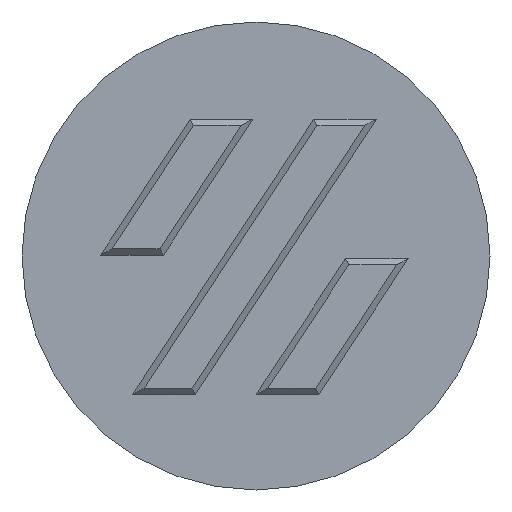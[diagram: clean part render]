
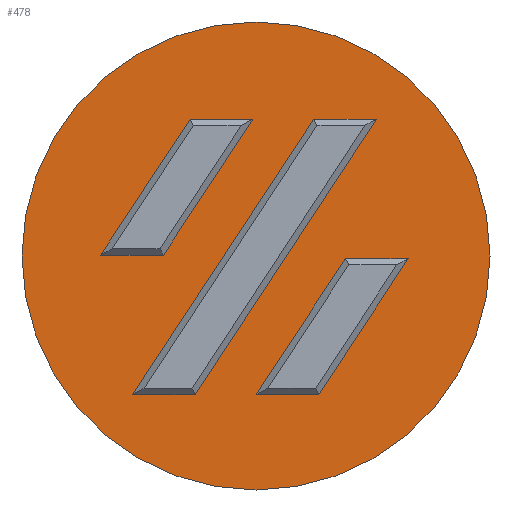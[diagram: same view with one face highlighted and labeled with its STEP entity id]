
A CAD part, front view. The second image highlights one B-rep face of the part: STEP entity #478.
In plain terms, the highlighted planar face has unit normal (0, -1, 0).
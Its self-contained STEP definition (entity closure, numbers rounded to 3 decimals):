
#15=FACE_BOUND('',#83,.T.);
#16=FACE_BOUND('',#84,.T.);
#17=FACE_BOUND('',#85,.T.);
#19=PLANE('',#526);
#51=FACE_OUTER_BOUND('',#82,.T.);
#82=EDGE_LOOP('',(#353));
#83=EDGE_LOOP('',(#354,#355,#356,#357));
#84=EDGE_LOOP('',(#358,#359,#360,#361));
#85=EDGE_LOOP('',(#362,#363,#364,#365));
#115=LINE('',#701,#177);
#116=LINE('',#703,#178);
#117=LINE('',#705,#179);
#118=LINE('',#706,#180);
#119=LINE('',#709,#181);
#120=LINE('',#711,#182);
#121=LINE('',#713,#183);
#122=LINE('',#714,#184);
#123=LINE('',#717,#185);
#124=LINE('',#719,#186);
#125=LINE('',#721,#187);
#126=LINE('',#722,#188);
#177=VECTOR('',#572,2.013);
#178=VECTOR('',#573,10.568);
#179=VECTOR('',#574,2.013);
#180=VECTOR('',#575,10.568);
#181=VECTOR('',#576,2.013);
#182=VECTOR('',#577,5.216);
#183=VECTOR('',#578,2.013);
#184=VECTOR('',#579,5.216);
#185=VECTOR('',#580,5.216);
#186=VECTOR('',#581,2.013);
#187=VECTOR('',#582,5.216);
#188=VECTOR('',#583,2.013);
#239=CIRCLE('',#524,7.5);
#242=VERTEX_POINT('',#694);
#243=VERTEX_POINT('',#699);
#244=VERTEX_POINT('',#700);
#245=VERTEX_POINT('',#702);
#246=VERTEX_POINT('',#704);
#247=VERTEX_POINT('',#707);
#248=VERTEX_POINT('',#708);
#249=VERTEX_POINT('',#710);
#250=VERTEX_POINT('',#712);
#251=VERTEX_POINT('',#715);
#252=VERTEX_POINT('',#716);
#253=VERTEX_POINT('',#718);
#254=VERTEX_POINT('',#720);
#283=EDGE_CURVE('',#242,#242,#239,.T.);
#284=EDGE_CURVE('',#243,#244,#115,.T.);
#285=EDGE_CURVE('',#244,#245,#116,.T.);
#286=EDGE_CURVE('',#245,#246,#117,.T.);
#287=EDGE_CURVE('',#246,#243,#118,.T.);
#288=EDGE_CURVE('',#247,#248,#119,.T.);
#289=EDGE_CURVE('',#248,#249,#120,.T.);
#290=EDGE_CURVE('',#249,#250,#121,.T.);
#291=EDGE_CURVE('',#250,#247,#122,.T.);
#292=EDGE_CURVE('',#251,#252,#123,.T.);
#293=EDGE_CURVE('',#253,#251,#124,.T.);
#294=EDGE_CURVE('',#254,#253,#125,.T.);
#295=EDGE_CURVE('',#252,#254,#126,.T.);
#353=ORIENTED_EDGE('',*,*,#283,.F.);
#354=ORIENTED_EDGE('',*,*,#284,.T.);
#355=ORIENTED_EDGE('',*,*,#285,.T.);
#356=ORIENTED_EDGE('',*,*,#286,.T.);
#357=ORIENTED_EDGE('',*,*,#287,.T.);
#358=ORIENTED_EDGE('',*,*,#288,.T.);
#359=ORIENTED_EDGE('',*,*,#289,.T.);
#360=ORIENTED_EDGE('',*,*,#290,.T.);
#361=ORIENTED_EDGE('',*,*,#291,.T.);
#362=ORIENTED_EDGE('',*,*,#292,.F.);
#363=ORIENTED_EDGE('',*,*,#293,.F.);
#364=ORIENTED_EDGE('',*,*,#294,.F.);
#365=ORIENTED_EDGE('',*,*,#295,.F.);
#478=ADVANCED_FACE('',(#51,#15,#16,#17),#19,.F.);
#524=AXIS2_PLACEMENT_3D('',#696,#566,#567);
#526=AXIS2_PLACEMENT_3D('',#698,#570,#571);
#566=DIRECTION('center_axis',(0.,1.,0.));
#567=DIRECTION('ref_axis',(-1.,0.,0.));
#570=DIRECTION('center_axis',(0.,1.,0.));
#571=DIRECTION('ref_axis',(-1.,0.,0.));
#572=DIRECTION('',(1.,0.,0.));
#573=DIRECTION('',(-0.549,0.,-0.836));
#574=DIRECTION('',(-1.,0.,0.));
#575=DIRECTION('',(0.549,0.,0.836));
#576=DIRECTION('',(1.,0.,0.));
#577=DIRECTION('',(-0.549,0.,-0.836));
#578=DIRECTION('',(-1.,0.,0.));
#579=DIRECTION('',(0.549,0.,0.836));
#580=DIRECTION('',(0.549,0.,0.836));
#581=DIRECTION('',(1.,0.,0.));
#582=DIRECTION('',(-0.549,0.,-0.836));
#583=DIRECTION('',(-1.,0.,0.));
#694=CARTESIAN_POINT('',(-79.639,-117.019,-166.511));
#696=CARTESIAN_POINT('Origin',(-87.139,-117.019,-166.511));
#698=CARTESIAN_POINT('Origin',(-69.021,-117.019,-170.166));
#699=CARTESIAN_POINT('',(-85.294,-117.019,-162.124));
#700=CARTESIAN_POINT('',(-83.282,-117.019,-162.124));
#701=CARTESIAN_POINT('',(-85.294,-117.019,-162.124));
#702=CARTESIAN_POINT('',(-89.086,-117.019,-170.955));
#703=CARTESIAN_POINT('',(-83.282,-117.019,-162.124));
#704=CARTESIAN_POINT('',(-91.099,-117.019,-170.955));
#705=CARTESIAN_POINT('',(-89.086,-117.019,-170.955));
#706=CARTESIAN_POINT('',(-91.099,-117.019,-170.955));
#707=CARTESIAN_POINT('',(-84.273,-117.019,-166.596));
#708=CARTESIAN_POINT('',(-82.26,-117.019,-166.596));
#709=CARTESIAN_POINT('',(-84.273,-117.019,-166.596));
#710=CARTESIAN_POINT('',(-85.125,-117.019,-170.955));
#711=CARTESIAN_POINT('',(-82.26,-117.019,-166.596));
#712=CARTESIAN_POINT('',(-87.138,-117.019,-170.955));
#713=CARTESIAN_POINT('',(-85.125,-117.019,-170.955));
#714=CARTESIAN_POINT('',(-87.138,-117.019,-170.955));
#715=CARTESIAN_POINT('',(-90.106,-117.019,-166.482));
#716=CARTESIAN_POINT('',(-87.242,-117.019,-162.124));
#717=CARTESIAN_POINT('',(-90.106,-117.019,-166.482));
#718=CARTESIAN_POINT('',(-92.119,-117.019,-166.482));
#719=CARTESIAN_POINT('',(-92.119,-117.019,-166.482));
#720=CARTESIAN_POINT('',(-89.255,-117.019,-162.124));
#721=CARTESIAN_POINT('',(-89.255,-117.019,-162.124));
#722=CARTESIAN_POINT('',(-87.242,-117.019,-162.124));
